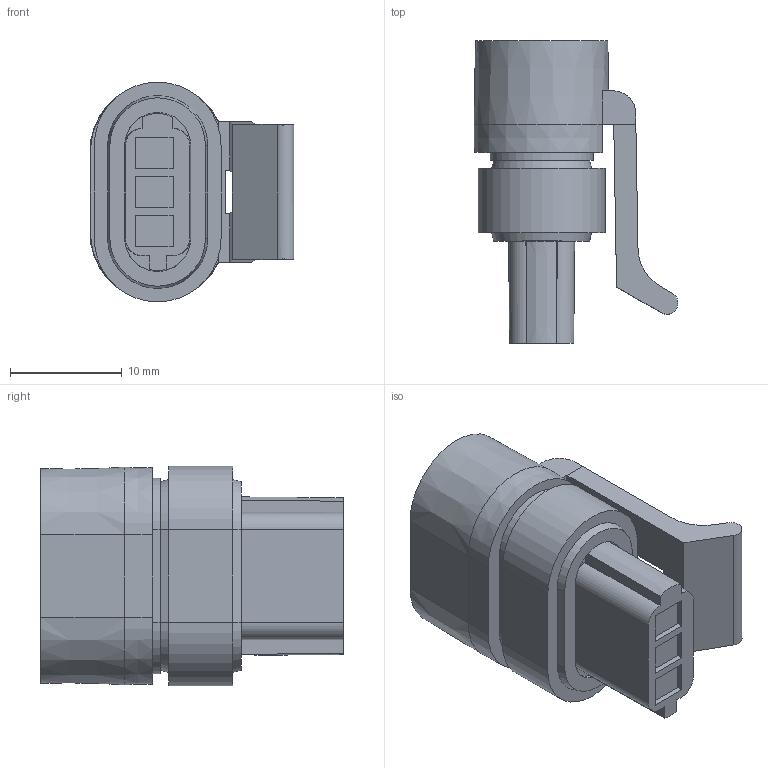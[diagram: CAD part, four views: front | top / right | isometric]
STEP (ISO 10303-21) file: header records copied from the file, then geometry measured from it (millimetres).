
FILE_DESCRIPTION(/* description */ (''),/* implementation_level */ '2;1');
FILE_NAME(/* name */ '15339040-STEP-3D.stp',/* time_stamp */ '2022-01-03T15:14:49+06:00',/* author */ (''),/* organization */ (''),/* preprocessor_version */ 'ST-DEVELOPER v16',/* originating_system */ 'SIEMENS PLM Software NX 11.0',/* authorisation */ '');
FILE_SCHEMA (('AUTOMOTIVE_DESIGN { 1 0 10303 214 3 1 1 1 }'));
Length unit declared in the file: millimetre
Products named in the file (1): cjzt30F0DA1E4gb4
Bounding box: 18.27 x 27.1 x 19.67 mm (x, y, z)
Volume: 4486.9 mm3; surface area: 2387.7 mm2
Topology: 1 solids, 1 shells, 93 faces, 230 edges, 147 vertices
Faces by surface type: plane 67, cylinder 16, cone 10
Full cylindrical faces by diameter (mm): 1.4 x2
Entity records: 2776 total; most frequent: CARTESIAN_POINT 524, ORIENTED_EDGE 456, DIRECTION 456, EDGE_CURVE 228, LINE 154, VECTOR 154, AXIS2_PLACEMENT_3D 151, VERTEX_POINT 147
